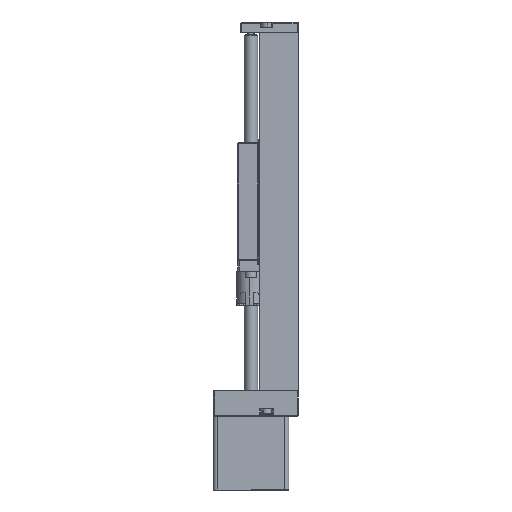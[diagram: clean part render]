
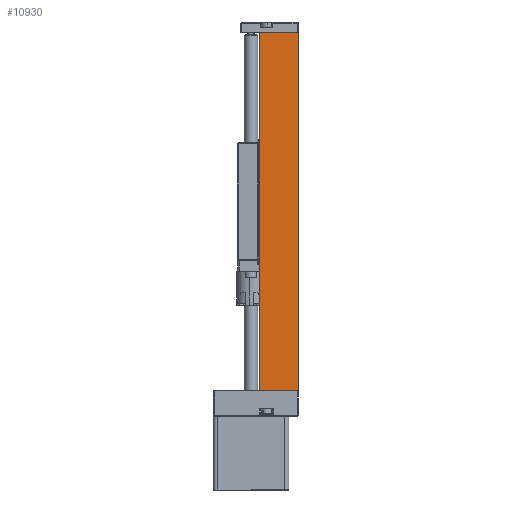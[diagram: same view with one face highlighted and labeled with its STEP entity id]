
A CAD part, left-side view. The second image highlights one B-rep face of the part: STEP entity #10930.
In plain terms, the highlighted planar face has unit normal (-1, 0, 0).
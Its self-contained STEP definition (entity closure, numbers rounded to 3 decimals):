
#2570 = VECTOR ( 'NONE', #24047, 1000. ) ;
#3663 = VECTOR ( 'NONE', #44417, 1000. ) ;
#6311 = DIRECTION ( 'NONE',  ( 0., -1., 0. ) ) ;
#6776 = CARTESIAN_POINT ( 'NONE',  ( -21.755, 18.5, 0. ) ) ;
#6786 = DIRECTION ( 'NONE',  ( 1., 0., 0. ) ) ;
#8337 = ORIENTED_EDGE ( 'NONE', *, *, #35039, .F. ) ;
#9556 = ORIENTED_EDGE ( 'NONE', *, *, #18298, .F. ) ;
#10930 = ADVANCED_FACE ( 'NONE', ( #25147 ), #36390, .F. ) ;
#14189 = VERTEX_POINT ( 'NONE', #38173 ) ;
#17276 = AXIS2_PLACEMENT_3D ( 'NONE', #44042, #6786, #35695 ) ;
#18298 = EDGE_CURVE ( 'NONE', #34472, #43997, #40635, .T. ) ;
#21521 = ORIENTED_EDGE ( 'NONE', *, *, #30920, .T. ) ;
#24047 = DIRECTION ( 'NONE',  ( 0., -1., 0. ) ) ;
#24175 = VECTOR ( 'NONE', #6311, 1000. ) ;
#24577 = CARTESIAN_POINT ( 'NONE',  ( -21.755, 0., 0. ) ) ;
#25147 = FACE_OUTER_BOUND ( 'NONE', #43025, .T. ) ;
#26241 = LINE ( 'NONE', #40857, #2570 ) ;
#29645 = CARTESIAN_POINT ( 'NONE',  ( -21.755, 0., 167. ) ) ;
#30920 = EDGE_CURVE ( 'NONE', #46449, #43997, #26241, .T. ) ;
#32955 = LINE ( 'NONE', #33199, #3663 ) ;
#33199 = CARTESIAN_POINT ( 'NONE',  ( -21.755, 18.5, 167. ) ) ;
#34472 = VERTEX_POINT ( 'NONE', #41736 ) ;
#35039 = EDGE_CURVE ( 'NONE', #14189, #34472, #36372, .T. ) ;
#35695 = DIRECTION ( 'NONE',  ( 0., 0., -1. ) ) ;
#36372 = LINE ( 'NONE', #39040, #24175 ) ;
#36390 = PLANE ( 'NONE',  #17276 ) ;
#36824 = VECTOR ( 'NONE', #44222, 1000. ) ;
#38173 = CARTESIAN_POINT ( 'NONE',  ( -21.755, 18.5, 167. ) ) ;
#39040 = CARTESIAN_POINT ( 'NONE',  ( -21.755, 0., 167. ) ) ;
#40635 = LINE ( 'NONE', #29645, #36824 ) ;
#40857 = CARTESIAN_POINT ( 'NONE',  ( -21.755, 5., 0. ) ) ;
#41736 = CARTESIAN_POINT ( 'NONE',  ( -21.755, 0., 167. ) ) ;
#42566 = ORIENTED_EDGE ( 'NONE', *, *, #42948, .T. ) ;
#42948 = EDGE_CURVE ( 'NONE', #14189, #46449, #32955, .T. ) ;
#43025 = EDGE_LOOP ( 'NONE', ( #21521, #9556, #8337, #42566 ) ) ;
#43997 = VERTEX_POINT ( 'NONE', #24577 ) ;
#44042 = CARTESIAN_POINT ( 'NONE',  ( -21.755, 5., 167. ) ) ;
#44222 = DIRECTION ( 'NONE',  ( 0., 0., -1. ) ) ;
#44417 = DIRECTION ( 'NONE',  ( 0., 0., -1. ) ) ;
#46449 = VERTEX_POINT ( 'NONE', #6776 ) ;
